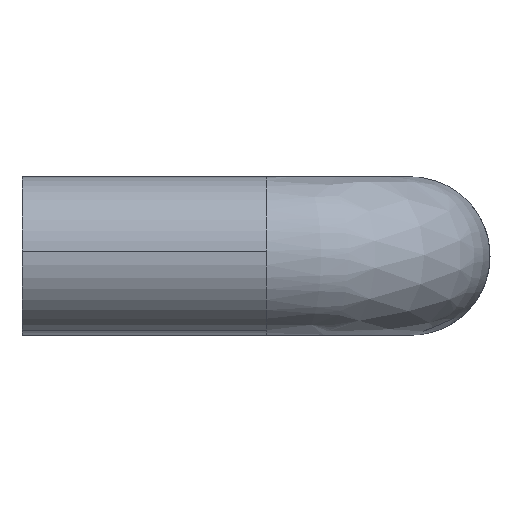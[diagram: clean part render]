
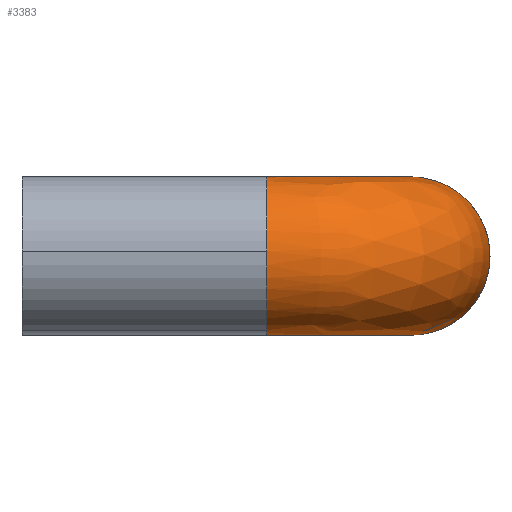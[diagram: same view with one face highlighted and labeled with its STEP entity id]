
A CAD part, left-side view. The second image highlights one B-rep face of the part: STEP entity #3383.
In plain terms, the highlighted free-form (B-spline) face has degree [2, 2] with [3, 9] control points.
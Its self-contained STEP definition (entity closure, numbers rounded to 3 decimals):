
#1857=CARTESIAN_POINT('',(-1.934,-17.,-5.149));
#1858=VERTEX_POINT('',#1857);
#1859=CARTESIAN_POINT('',(0.0,-17.,-5.5));
#1860=VERTEX_POINT('',#1859);
#1861=CARTESIAN_POINT('',(-1.934,-17.,-5.149));
#1862=CARTESIAN_POINT('',(-0.999,-17.,-5.5));
#1863=CARTESIAN_POINT('',(0.0,-17.,-5.5));
#1871=(BOUNDED_CURVE()B_SPLINE_CURVE(2,(#1861,#1862,#1863),.UNSPECIFIED.,.F.,.U.)B_SPLINE_CURVE_WITH_KNOTS((3,3),(0.44,0.5),.UNSPECIFIED.)CURVE()GEOMETRIC_REPRESENTATION_ITEM()RATIONAL_B_SPLINE_CURVE((0.893,0.93,1.0))REPRESENTATION_ITEM(''));
#1872=EDGE_CURVE('',#1858,#1860,#1871,.T.);
#1928=CARTESIAN_POINT('',(-5.49,-17.,0.336));
#1929=VERTEX_POINT('',#1928);
#1935=CARTESIAN_POINT('',(0.0,-17.,5.5));
#1936=VERTEX_POINT('',#1935);
#1937=CARTESIAN_POINT('',(0.0,-17.,5.5));
#1938=CARTESIAN_POINT('',(-5.174,-17.,5.5));
#1939=CARTESIAN_POINT('',(-5.49,-17.,0.336));
#1947=(BOUNDED_CURVE()B_SPLINE_CURVE(2,(#1937,#1938,#1939),.UNSPECIFIED.,.F.,.U.)B_SPLINE_CURVE_WITH_KNOTS((3,3),(0.0,0.239),.UNSPECIFIED.)CURVE()GEOMETRIC_REPRESENTATION_ITEM()RATIONAL_B_SPLINE_CURVE((1.0,0.72,0.976))REPRESENTATION_ITEM(''));
#1948=EDGE_CURVE('',#1936,#1929,#1947,.T.);
#1950=CARTESIAN_POINT('',(0.069,-17.,5.5));
#1951=VERTEX_POINT('',#1950);
#1952=CARTESIAN_POINT('',(0.069,-17.,5.5));
#1953=CARTESIAN_POINT('',(0.035,-17.,5.5));
#1954=CARTESIAN_POINT('',(0.0,-17.,5.5));
#1962=(BOUNDED_CURVE()B_SPLINE_CURVE(2,(#1952,#1953,#1954),.UNSPECIFIED.,.F.,.U.)B_SPLINE_CURVE_WITH_KNOTS((3,3),(0.998,1.0),.UNSPECIFIED.)CURVE()GEOMETRIC_REPRESENTATION_ITEM()RATIONAL_B_SPLINE_CURVE((0.995,0.997,1.0))REPRESENTATION_ITEM(''));
#1963=EDGE_CURVE('',#1951,#1936,#1962,.T.);
#1965=CARTESIAN_POINT('',(5.487,-17.,-0.384));
#1966=VERTEX_POINT('',#1965);
#1982=CARTESIAN_POINT('',(0.0,-17.,-5.5));
#1983=CARTESIAN_POINT('',(5.129,-17.,-5.5));
#1984=CARTESIAN_POINT('',(5.487,-17.,-0.384));
#1992=(BOUNDED_CURVE()B_SPLINE_CURVE(2,(#1982,#1983,#1984),.UNSPECIFIED.,.F.,.U.)B_SPLINE_CURVE_WITH_KNOTS((3,3),(0.5,0.738),.UNSPECIFIED.)CURVE()GEOMETRIC_REPRESENTATION_ITEM()RATIONAL_B_SPLINE_CURVE((1.0,0.721,0.973))REPRESENTATION_ITEM(''));
#1993=EDGE_CURVE('',#1860,#1966,#1992,.T.);
#2012=CARTESIAN_POINT('',(-5.49,-17.,0.336));
#2013=CARTESIAN_POINT('',(-5.5,-17.,0.168));
#2014=CARTESIAN_POINT('',(-5.5,-17.,0.0));
#2015=CARTESIAN_POINT('',(-5.5,-17.,-3.809));
#2016=CARTESIAN_POINT('',(-1.934,-17.,-5.149));
#2024=(BOUNDED_CURVE()B_SPLINE_CURVE(2,(#2012,#2013,#2014,#2015,#2016),.UNSPECIFIED.,.F.,.U.)B_SPLINE_CURVE_WITH_KNOTS((3,2,3),(0.239,0.25,0.44),.UNSPECIFIED.)CURVE()GEOMETRIC_REPRESENTATION_ITEM()RATIONAL_B_SPLINE_CURVE((0.976,0.988,1.0,0.777,0.893))REPRESENTATION_ITEM(''));
#2025=EDGE_CURVE('',#1929,#1858,#2024,.T.);
#2604=CARTESIAN_POINT('',(10.,-26.931,5.5));
#2605=VERTEX_POINT('',#2604);
#2619=CARTESIAN_POINT('',(10.0,-27.,5.5));
#2620=VERTEX_POINT('',#2619);
#2621=CARTESIAN_POINT('',(10.,-26.931,5.5));
#2622=CARTESIAN_POINT('',(10.0,-26.965,5.5));
#2623=CARTESIAN_POINT('',(10.0,-27.,5.5));
#2631=(BOUNDED_CURVE()B_SPLINE_CURVE(2,(#2621,#2622,#2623),.UNSPECIFIED.,.F.,.U.)B_SPLINE_CURVE_WITH_KNOTS((3,3),(0.998,1.0),.UNSPECIFIED.)CURVE()GEOMETRIC_REPRESENTATION_ITEM()RATIONAL_B_SPLINE_CURVE((0.995,0.997,1.0))REPRESENTATION_ITEM(''));
#2632=EDGE_CURVE('',#2605,#2620,#2631,.T.);
#2634=CARTESIAN_POINT('',(10.,-30.923,3.855));
#2635=VERTEX_POINT('',#2634);
#2636=CARTESIAN_POINT('',(10.0,-27.,5.5));
#2637=CARTESIAN_POINT('',(10.0,-29.306,5.5));
#2638=CARTESIAN_POINT('',(10.0,-30.923,3.855));
#2646=(BOUNDED_CURVE()B_SPLINE_CURVE(2,(#2636,#2637,#2638),.UNSPECIFIED.,.F.,.U.)B_SPLINE_CURVE_WITH_KNOTS((3,3),(0.0,0.126),.UNSPECIFIED.)CURVE()GEOMETRIC_REPRESENTATION_ITEM()RATIONAL_B_SPLINE_CURVE((1.0,0.852,0.854))REPRESENTATION_ITEM(''));
#2647=EDGE_CURVE('',#2620,#2635,#2646,.T.);
#2879=CARTESIAN_POINT('',(10.,-21.513,-0.384));
#2880=VERTEX_POINT('',#2879);
#2945=CARTESIAN_POINT('',(10.0,-27.,-5.5));
#2946=VERTEX_POINT('',#2945);
#2947=CARTESIAN_POINT('',(10.0,-30.923,3.855));
#2948=CARTESIAN_POINT('',(10.0,-32.5,2.25));
#2949=CARTESIAN_POINT('',(10.0,-32.5,0.0));
#2950=CARTESIAN_POINT('',(10.,-32.5,-5.5));
#2951=CARTESIAN_POINT('',(10.0,-27.,-5.5));
#2959=(BOUNDED_CURVE()B_SPLINE_CURVE(2,(#2947,#2948,#2949,#2950,#2951),.UNSPECIFIED.,.F.,.U.)B_SPLINE_CURVE_WITH_KNOTS((3,2,3),(0.126,0.25,0.5),.UNSPECIFIED.)CURVE()GEOMETRIC_REPRESENTATION_ITEM()RATIONAL_B_SPLINE_CURVE((0.854,0.855,1.0,0.707,1.0))REPRESENTATION_ITEM(''));
#2960=EDGE_CURVE('',#2635,#2946,#2959,.T.);
#2962=CARTESIAN_POINT('',(10.0,-27.,-5.5));
#2963=CARTESIAN_POINT('',(10.0,-21.871,-5.5));
#2964=CARTESIAN_POINT('',(10.,-21.513,-0.384));
#2972=(BOUNDED_CURVE()B_SPLINE_CURVE(2,(#2962,#2963,#2964),.UNSPECIFIED.,.F.,.U.)B_SPLINE_CURVE_WITH_KNOTS((3,3),(0.5,0.738),.UNSPECIFIED.)CURVE()GEOMETRIC_REPRESENTATION_ITEM()RATIONAL_B_SPLINE_CURVE((1.0,0.721,0.973))REPRESENTATION_ITEM(''));
#2973=EDGE_CURVE('',#2946,#2880,#2972,.T.);
#3311=CARTESIAN_POINT('',(5.506,-16.688,-0.267));
#3312=CARTESIAN_POINT('',(5.147,-21.856,-0.267));
#3313=CARTESIAN_POINT('',(10.315,-21.494,-0.267));
#3314=CARTESIAN_POINT('',(5.502,-16.688,-0.325));
#3315=CARTESIAN_POINT('',(5.143,-21.861,-0.325));
#3316=CARTESIAN_POINT('',(10.315,-21.498,-0.325));
#3317=CARTESIAN_POINT('',(5.136,-16.663,-5.565));
#3318=CARTESIAN_POINT('',(4.748,-22.256,-5.565));
#3319=CARTESIAN_POINT('',(10.341,-21.864,-5.565));
#3320=CARTESIAN_POINT('',(-0.045,-16.304,-5.5));
#3321=CARTESIAN_POINT('',(-0.846,-27.854,-5.5));
#3322=CARTESIAN_POINT('',(10.704,-27.044,-5.5));
#3323=CARTESIAN_POINT('',(-5.531,-15.923,-5.43));
#3324=CARTESIAN_POINT('',(-6.77,-33.782,-5.43));
#3325=CARTESIAN_POINT('',(11.088,-32.531,-5.43));
#3326=CARTESIAN_POINT('',(-5.462,-15.928,0.069));
#3327=CARTESIAN_POINT('',(-6.695,-33.708,0.069));
#3328=CARTESIAN_POINT('',(11.084,-32.462,0.069));
#3329=CARTESIAN_POINT('',(-5.394,-15.933,5.569));
#3330=CARTESIAN_POINT('',(-6.621,-33.633,5.569));
#3331=CARTESIAN_POINT('',(11.079,-32.393,5.569));
#3332=CARTESIAN_POINT('',(0.151,-16.317,5.499));
#3333=CARTESIAN_POINT('',(-0.634,-27.642,5.499));
#3334=CARTESIAN_POINT('',(10.69,-26.849,5.499));
#3335=CARTESIAN_POINT('',(0.208,-16.321,5.498));
#3336=CARTESIAN_POINT('',(-0.572,-27.58,5.498));
#3337=CARTESIAN_POINT('',(10.686,-26.791,5.498));
#3345=(BOUNDED_SURFACE()B_SPLINE_SURFACE(2,2,((#3311,#3314,#3317,#3320,#3323,#3326,#3329,#3332,#3335),(#3312,#3315,#3318,#3321,#3324,#3327,#3330,#3333,#3336),(#3313,#3316,#3319,#3322,#3325,#3328,#3331,#3334,#3337)),.UNSPECIFIED.,.F.,.F.,.U.)B_SPLINE_SURFACE_WITH_KNOTS((3,3),(3,1,2,2,1,3),(0.0,28.246),(0.0,0.135,8.883,17.996,27.109,27.245),.UNSPECIFIED.)GEOMETRIC_REPRESENTATION_ITEM()RATIONAL_B_SPLINE_SURFACE(((0.908,0.904,0.662,0.921,0.652,0.921,0.652,0.926,0.93),(0.593,0.59,0.432,0.601,0.425,0.601,0.425,0.604,0.607),(0.898,0.894,0.655,0.911,0.644,0.911,0.644,0.915,0.919)))REPRESENTATION_ITEM('')SURFACE());
#3346=ORIENTED_EDGE('',*,*,#2973,.F.);
#3347=ORIENTED_EDGE('',*,*,#2960,.F.);
#3348=ORIENTED_EDGE('',*,*,#2647,.F.);
#3349=ORIENTED_EDGE('',*,*,#2632,.F.);
#3350=CARTESIAN_POINT('',(0.069,-17.,5.5));
#3351=CARTESIAN_POINT('',(0.069,-26.931,5.5));
#3352=CARTESIAN_POINT('',(10.,-26.931,5.5));
#3360=(BOUNDED_CURVE()B_SPLINE_CURVE(2,(#3350,#3351,#3352),.UNSPECIFIED.,.F.,.U.)B_SPLINE_CURVE_WITH_KNOTS((3,3),(-1.748,-0.278),.UNSPECIFIED.)CURVE()GEOMETRIC_REPRESENTATION_ITEM()RATIONAL_B_SPLINE_CURVE((0.894,0.629,0.884))REPRESENTATION_ITEM(''));
#3361=EDGE_CURVE('',#1951,#2605,#3360,.T.);
#3362=ORIENTED_EDGE('',*,*,#3361,.F.);
#3363=ORIENTED_EDGE('',*,*,#1963,.T.);
#3364=ORIENTED_EDGE('',*,*,#1948,.T.);
#3365=ORIENTED_EDGE('',*,*,#2025,.T.);
#3366=ORIENTED_EDGE('',*,*,#1872,.T.);
#3367=ORIENTED_EDGE('',*,*,#1993,.T.);
#3368=CARTESIAN_POINT('',(5.487,-17.,-0.384));
#3369=CARTESIAN_POINT('',(5.487,-21.513,-0.384));
#3370=CARTESIAN_POINT('',(10.,-21.513,-0.384));
#3378=(BOUNDED_CURVE()B_SPLINE_CURVE(2,(#3368,#3369,#3370),.UNSPECIFIED.,.F.,.U.)B_SPLINE_CURVE_WITH_KNOTS((3,3),(-1.748,-0.278),.UNSPECIFIED.)CURVE()GEOMETRIC_REPRESENTATION_ITEM()RATIONAL_B_SPLINE_CURVE((0.874,0.615,0.865))REPRESENTATION_ITEM(''));
#3379=EDGE_CURVE('',#1966,#2880,#3378,.T.);
#3380=ORIENTED_EDGE('',*,*,#3379,.T.);
#3381=EDGE_LOOP('',(#3346,#3347,#3348,#3349,#3362,#3363,#3364,#3365,#3366,#3367,#3380));
#3382=FACE_OUTER_BOUND('',#3381,.T.);
#3383=ADVANCED_FACE('',(#3382),#3345,.T.);
